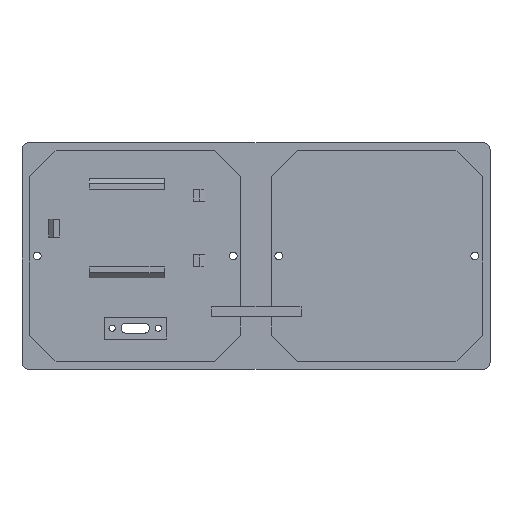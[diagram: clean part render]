
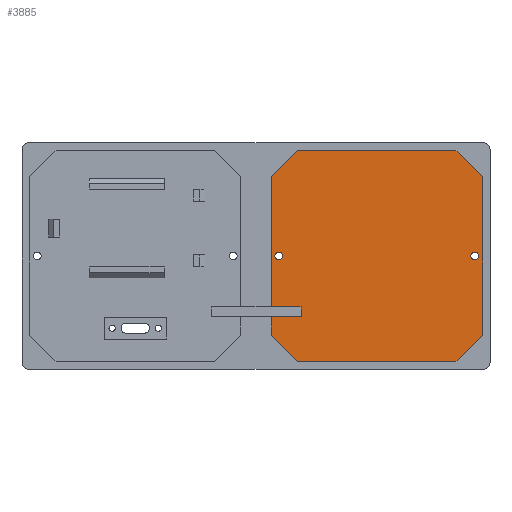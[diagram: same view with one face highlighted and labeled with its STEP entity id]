
A CAD part, top view. The second image highlights one B-rep face of the part: STEP entity #3885.
In plain terms, the highlighted planar face has unit normal (0, 0, 1).
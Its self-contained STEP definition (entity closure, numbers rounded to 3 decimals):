
#14 = DIRECTION ( 'NONE',  ( -1., 0., 0. ) ) ;
#158 = ORIENTED_EDGE ( 'NONE', *, *, #1447, .F. ) ;
#489 = EDGE_CURVE ( 'NONE', #8737, #1740, #8189, .T. ) ;
#499 = CARTESIAN_POINT ( 'NONE',  ( 13.839, -35.25, 5. ) ) ;
#834 = DIRECTION ( 'NONE',  ( 1., 0., 0. ) ) ;
#849 = CARTESIAN_POINT ( 'NONE',  ( 8.9, 0., 5. ) ) ;
#932 = DIRECTION ( 'NONE',  ( 0., 1., 0. ) ) ;
#983 = VERTEX_POINT ( 'NONE', #3149 ) ;
#1103 = LINE ( 'NONE', #3431, #4289 ) ;
#1189 = CARTESIAN_POINT ( 'NONE',  ( 5., -16.95, 5. ) ) ;
#1199 = DIRECTION ( 'NONE',  ( 0., 1., 0. ) ) ;
#1202 = EDGE_CURVE ( 'NONE', #5594, #8342, #1414, .T. ) ;
#1237 = AXIS2_PLACEMENT_3D ( 'NONE', #5867, #3726, #14 ) ;
#1365 = DIRECTION ( 'NONE',  ( 0.707, -0.707, 0. ) ) ;
#1414 = LINE ( 'NONE', #3696, #9073 ) ;
#1447 = EDGE_CURVE ( 'NONE', #6456, #3931, #4661, .T. ) ;
#1456 = CARTESIAN_POINT ( 'NONE',  ( 5., -26.411, 5. ) ) ;
#1476 = LINE ( 'NONE', #8802, #4498 ) ;
#1497 = VERTEX_POINT ( 'NONE', #5731 ) ;
#1502 = CARTESIAN_POINT ( 'NONE',  ( 75.5, 26.411, 5. ) ) ;
#1574 = CIRCLE ( 'NONE', #4923, 1.3 ) ;
#1740 = VERTEX_POINT ( 'NONE', #8569 ) ;
#1756 = VECTOR ( 'NONE', #932, 1000. ) ;
#1771 = VERTEX_POINT ( 'NONE', #6567 ) ;
#1871 = CARTESIAN_POINT ( 'NONE',  ( 66.661, 35.25, 5. ) ) ;
#1892 = LINE ( 'NONE', #6277, #6801 ) ;
#1907 = AXIS2_PLACEMENT_3D ( 'NONE', #2948, #7333, #2234 ) ;
#1921 = ORIENTED_EDGE ( 'NONE', *, *, #4241, .F. ) ;
#1972 = ORIENTED_EDGE ( 'NONE', *, *, #2532, .F. ) ;
#1982 = CARTESIAN_POINT ( 'NONE',  ( 15., -20.25, 5. ) ) ;
#1985 = ORIENTED_EDGE ( 'NONE', *, *, #4592, .F. ) ;
#1993 = DIRECTION ( 'NONE',  ( -1., 0., 0. ) ) ;
#2125 = EDGE_CURVE ( 'NONE', #4021, #1771, #3656, .T. ) ;
#2165 = ORIENTED_EDGE ( 'NONE', *, *, #7540, .T. ) ;
#2234 = DIRECTION ( 'NONE',  ( -1., 0., 0. ) ) ;
#2321 = DIRECTION ( 'NONE',  ( -1., 0., 0. ) ) ;
#2324 = DIRECTION ( 'NONE',  ( -1., 0., 0. ) ) ;
#2532 = EDGE_CURVE ( 'NONE', #8305, #983, #4767, .T. ) ;
#2568 = DIRECTION ( 'NONE',  ( 0., 0., 1. ) ) ;
#2729 = ORIENTED_EDGE ( 'NONE', *, *, #489, .T. ) ;
#2948 = CARTESIAN_POINT ( 'NONE',  ( 72.9, 0., 5. ) ) ;
#3059 = CARTESIAN_POINT ( 'NONE',  ( 5., -26.411, 5. ) ) ;
#3104 = ORIENTED_EDGE ( 'NONE', *, *, #5683, .F. ) ;
#3112 = ORIENTED_EDGE ( 'NONE', *, *, #3751, .T. ) ;
#3119 = DIRECTION ( 'NONE',  ( 0., -1., 0. ) ) ;
#3149 = CARTESIAN_POINT ( 'NONE',  ( 15., -16.95, 5. ) ) ;
#3420 = DIRECTION ( 'NONE',  ( 0., 0., -1. ) ) ;
#3431 = CARTESIAN_POINT ( 'NONE',  ( -15., -16.95, 5. ) ) ;
#3459 = AXIS2_PLACEMENT_3D ( 'NONE', #4279, #3420, #5615 ) ;
#3656 = LINE ( 'NONE', #7227, #6122 ) ;
#3696 = CARTESIAN_POINT ( 'NONE',  ( 5., 26.411, 5. ) ) ;
#3726 = DIRECTION ( 'NONE',  ( 0., 0., 1. ) ) ;
#3751 = EDGE_CURVE ( 'NONE', #1771, #5284, #1892, .T. ) ;
#3759 = DIRECTION ( 'NONE',  ( -0.707, -0.707, 0. ) ) ;
#3885 = ADVANCED_FACE ( 'NONE', ( #7890, #4329, #6422 ), #7040, .F. ) ;
#3931 = VERTEX_POINT ( 'NONE', #4852 ) ;
#4016 = VERTEX_POINT ( 'NONE', #5640 ) ;
#4021 = VERTEX_POINT ( 'NONE', #499 ) ;
#4048 = EDGE_CURVE ( 'NONE', #7786, #8737, #4834, .T. ) ;
#4241 = EDGE_CURVE ( 'NONE', #1497, #8305, #8820, .T. ) ;
#4279 = CARTESIAN_POINT ( 'NONE',  ( 0., 0., 5. ) ) ;
#4289 = VECTOR ( 'NONE', #1993, 1000. ) ;
#4294 = CARTESIAN_POINT ( 'NONE',  ( 66.661, 35.25, 5. ) ) ;
#4309 = EDGE_LOOP ( 'NONE', ( #9157, #1985, #1972, #1921, #7596, #5505, #8691, #3112, #2165, #5989, #2729, #6494 ) ) ;
#4329 = FACE_BOUND ( 'NONE', #8445, .T. ) ;
#4430 = CARTESIAN_POINT ( 'NONE',  ( 5., 26.411, 5. ) ) ;
#4443 = CARTESIAN_POINT ( 'NONE',  ( -15., -20.25, 5. ) ) ;
#4498 = VECTOR ( 'NONE', #3759, 1000. ) ;
#4523 = DIRECTION ( 'NONE',  ( 0., 0., 1. ) ) ;
#4552 = VERTEX_POINT ( 'NONE', #6382 ) ;
#4592 = EDGE_CURVE ( 'NONE', #983, #8342, #1103, .T. ) ;
#4635 = VECTOR ( 'NONE', #2324, 1000. ) ;
#4661 = CIRCLE ( 'NONE', #1237, 1.3 ) ;
#4767 = LINE ( 'NONE', #9279, #7226 ) ;
#4834 = LINE ( 'NONE', #1871, #6719 ) ;
#4852 = CARTESIAN_POINT ( 'NONE',  ( 6.3, 0., 5. ) ) ;
#4923 = AXIS2_PLACEMENT_3D ( 'NONE', #5954, #4523, #2321 ) ;
#4954 = CIRCLE ( 'NONE', #6169, 1.3 ) ;
#5009 = EDGE_CURVE ( 'NONE', #1497, #7496, #7417, .T. ) ;
#5207 = VECTOR ( 'NONE', #834, 1000. ) ;
#5284 = VERTEX_POINT ( 'NONE', #8772 ) ;
#5488 = DIRECTION ( 'NONE',  ( -1., 0., 0. ) ) ;
#5505 = ORIENTED_EDGE ( 'NONE', *, *, #7366, .T. ) ;
#5594 = VERTEX_POINT ( 'NONE', #4430 ) ;
#5615 = DIRECTION ( 'NONE',  ( -1., 0., 0. ) ) ;
#5640 = CARTESIAN_POINT ( 'NONE',  ( 74.2, 0., 5. ) ) ;
#5683 = EDGE_CURVE ( 'NONE', #3931, #6456, #1574, .T. ) ;
#5731 = CARTESIAN_POINT ( 'NONE',  ( 5., -20.25, 5. ) ) ;
#5845 = DIRECTION ( 'NONE',  ( 1., 0., 0. ) ) ;
#5867 = CARTESIAN_POINT ( 'NONE',  ( 7.6, 0., 5. ) ) ;
#5888 = DIRECTION ( 'NONE',  ( 0., -1., 0. ) ) ;
#5954 = CARTESIAN_POINT ( 'NONE',  ( 7.6, 0., 5. ) ) ;
#5978 = VECTOR ( 'NONE', #3119, 1000. ) ;
#5989 = ORIENTED_EDGE ( 'NONE', *, *, #4048, .T. ) ;
#6023 = CIRCLE ( 'NONE', #1907, 1.3 ) ;
#6122 = VECTOR ( 'NONE', #5845, 1000. ) ;
#6169 = AXIS2_PLACEMENT_3D ( 'NONE', #9101, #2568, #5488 ) ;
#6277 = CARTESIAN_POINT ( 'NONE',  ( 66.661, -35.25, 5. ) ) ;
#6382 = CARTESIAN_POINT ( 'NONE',  ( 71.6, 0., 5. ) ) ;
#6422 = FACE_OUTER_BOUND ( 'NONE', #4309, .T. ) ;
#6456 = VERTEX_POINT ( 'NONE', #849 ) ;
#6494 = ORIENTED_EDGE ( 'NONE', *, *, #7206, .T. ) ;
#6501 = LINE ( 'NONE', #1456, #6928 ) ;
#6567 = CARTESIAN_POINT ( 'NONE',  ( 66.661, -35.25, 5. ) ) ;
#6626 = CARTESIAN_POINT ( 'NONE',  ( 75.5, 26.411, 5. ) ) ;
#6716 = ORIENTED_EDGE ( 'NONE', *, *, #8718, .F. ) ;
#6719 = VECTOR ( 'NONE', #8348, 1000. ) ;
#6785 = EDGE_LOOP ( 'NONE', ( #7825, #6716 ) ) ;
#6801 = VECTOR ( 'NONE', #6994, 1000. ) ;
#6928 = VECTOR ( 'NONE', #1365, 1000. ) ;
#6981 = EDGE_CURVE ( 'NONE', #4552, #4016, #6023, .T. ) ;
#6994 = DIRECTION ( 'NONE',  ( 0.707, 0.707, 0. ) ) ;
#7040 = PLANE ( 'NONE',  #3459 ) ;
#7206 = EDGE_CURVE ( 'NONE', #1740, #5594, #1476, .T. ) ;
#7226 = VECTOR ( 'NONE', #1199, 1000. ) ;
#7227 = CARTESIAN_POINT ( 'NONE',  ( 13.839, -35.25, 5. ) ) ;
#7333 = DIRECTION ( 'NONE',  ( 0., 0., 1. ) ) ;
#7366 = EDGE_CURVE ( 'NONE', #7496, #4021, #6501, .T. ) ;
#7417 = LINE ( 'NONE', #8888, #5978 ) ;
#7496 = VERTEX_POINT ( 'NONE', #3059 ) ;
#7540 = EDGE_CURVE ( 'NONE', #5284, #7786, #8874, .T. ) ;
#7596 = ORIENTED_EDGE ( 'NONE', *, *, #5009, .T. ) ;
#7786 = VERTEX_POINT ( 'NONE', #6626 ) ;
#7825 = ORIENTED_EDGE ( 'NONE', *, *, #6981, .F. ) ;
#7890 = FACE_BOUND ( 'NONE', #6785, .T. ) ;
#8095 = CARTESIAN_POINT ( 'NONE',  ( 66.661, 35.25, 5. ) ) ;
#8189 = LINE ( 'NONE', #8095, #4635 ) ;
#8305 = VERTEX_POINT ( 'NONE', #1982 ) ;
#8342 = VERTEX_POINT ( 'NONE', #1189 ) ;
#8348 = DIRECTION ( 'NONE',  ( -0.707, 0.707, 0. ) ) ;
#8445 = EDGE_LOOP ( 'NONE', ( #3104, #158 ) ) ;
#8569 = CARTESIAN_POINT ( 'NONE',  ( 13.839, 35.25, 5. ) ) ;
#8691 = ORIENTED_EDGE ( 'NONE', *, *, #2125, .T. ) ;
#8718 = EDGE_CURVE ( 'NONE', #4016, #4552, #4954, .T. ) ;
#8737 = VERTEX_POINT ( 'NONE', #4294 ) ;
#8772 = CARTESIAN_POINT ( 'NONE',  ( 75.5, -26.411, 5. ) ) ;
#8802 = CARTESIAN_POINT ( 'NONE',  ( 13.839, 35.25, 5. ) ) ;
#8820 = LINE ( 'NONE', #4443, #5207 ) ;
#8874 = LINE ( 'NONE', #1502, #1756 ) ;
#8888 = CARTESIAN_POINT ( 'NONE',  ( 5., 26.411, 5. ) ) ;
#9073 = VECTOR ( 'NONE', #5888, 1000. ) ;
#9101 = CARTESIAN_POINT ( 'NONE',  ( 72.9, 0., 5. ) ) ;
#9157 = ORIENTED_EDGE ( 'NONE', *, *, #1202, .T. ) ;
#9279 = CARTESIAN_POINT ( 'NONE',  ( 15., -16.95, 5. ) ) ;
